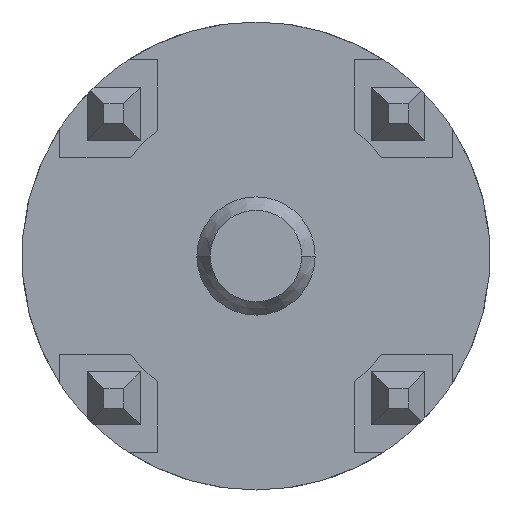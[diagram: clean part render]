
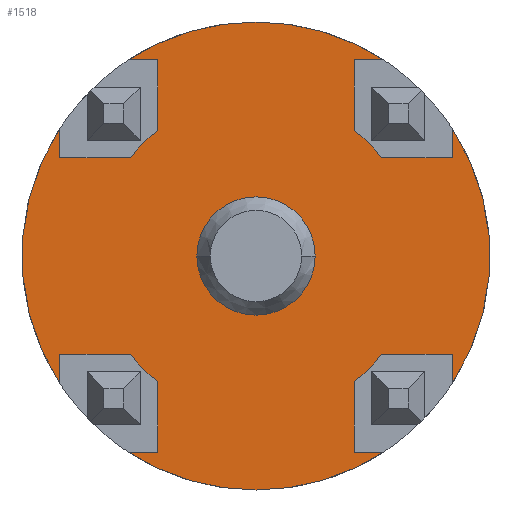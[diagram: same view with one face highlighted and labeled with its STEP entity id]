
A CAD part, left-side view. The second image highlights one B-rep face of the part: STEP entity #1518.
In plain terms, the highlighted planar face has unit normal (-1, 0, 0).
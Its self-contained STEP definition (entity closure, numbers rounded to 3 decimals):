
#52=DIRECTION('',(0.,0.,-1.));
#53=VECTOR('',#52,1.257);
#54=CARTESIAN_POINT('',(0.57,1.75,-2.243));
#55=LINE('',#54,#53);
#60=CARTESIAN_POINT('',(0.57,0.,0.));
#61=DIRECTION('',(1.,0.,0.));
#62=DIRECTION('',(0.,0.615,-0.788));
#63=AXIS2_PLACEMENT_3D('',#60,#61,#62);
#65=DIRECTION('',(0.,-1.,0.));
#66=VECTOR('',#65,1.257);
#67=CARTESIAN_POINT('',(0.57,3.5,1.75));
#68=LINE('',#67,#66);
#69=DIRECTION('',(0.,-1.,0.));
#70=VECTOR('',#69,0.526);
#71=CARTESIAN_POINT('',(0.57,2.276,3.5));
#72=LINE('',#71,#70);
#73=CARTESIAN_POINT('',(0.57,0.,0.));
#74=DIRECTION('',(1.,0.,0.));
#75=DIRECTION('',(0.,0.545,0.838));
#76=AXIS2_PLACEMENT_3D('',#73,#74,#75);
#78=CARTESIAN_POINT('',(0.57,0.,0.));
#79=DIRECTION('',(1.,0.,0.));
#80=DIRECTION('',(0.,0.,1.));
#81=AXIS2_PLACEMENT_3D('',#78,#79,#80);
#83=DIRECTION('',(0.,-1.,0.));
#84=VECTOR('',#83,0.526);
#85=CARTESIAN_POINT('',(0.57,-1.75,3.5));
#86=LINE('',#85,#84);
#87=DIRECTION('',(0.,0.,-1.));
#88=VECTOR('',#87,1.257);
#89=CARTESIAN_POINT('',(0.57,-1.75,3.5));
#90=LINE('',#89,#88);
#91=DIRECTION('',(0.,-1.,0.));
#92=VECTOR('',#91,1.257);
#93=CARTESIAN_POINT('',(0.57,-2.243,1.75));
#94=LINE('',#93,#92);
#95=DIRECTION('',(0.,0.,-1.));
#96=VECTOR('',#95,0.526);
#97=CARTESIAN_POINT('',(0.57,-3.5,2.276));
#98=LINE('',#97,#96);
#99=CARTESIAN_POINT('',(0.57,0.,0.));
#100=DIRECTION('',(1.,0.,0.));
#101=DIRECTION('',(0.,-0.838,0.545));
#102=AXIS2_PLACEMENT_3D('',#99,#100,#101);
#104=DIRECTION('',(0.,0.,-1.));
#105=VECTOR('',#104,0.526);
#106=CARTESIAN_POINT('',(0.57,-3.5,-1.75));
#107=LINE('',#106,#105);
#108=DIRECTION('',(0.,0.,-1.));
#109=VECTOR('',#108,1.257);
#110=CARTESIAN_POINT('',(0.57,-1.75,-2.243));
#111=LINE('',#110,#109);
#112=DIRECTION('',(0.,1.,0.));
#113=VECTOR('',#112,0.526);
#114=CARTESIAN_POINT('',(0.57,-2.276,-3.5));
#115=LINE('',#114,#113);
#116=CARTESIAN_POINT('',(0.57,0.,0.));
#117=DIRECTION('',(1.,0.,0.));
#118=DIRECTION('',(0.,-0.545,-0.838));
#119=AXIS2_PLACEMENT_3D('',#116,#117,#118);
#121=CARTESIAN_POINT('',(0.57,0.,0.));
#122=DIRECTION('',(1.,0.,0.));
#123=DIRECTION('',(0.,0.,-1.));
#124=AXIS2_PLACEMENT_3D('',#121,#122,#123);
#126=DIRECTION('',(0.,1.,0.));
#127=VECTOR('',#126,0.526);
#128=CARTESIAN_POINT('',(0.57,1.75,-3.5));
#129=LINE('',#128,#127);
#130=DIRECTION('',(0.,0.,1.));
#131=VECTOR('',#130,0.526);
#132=CARTESIAN_POINT('',(0.57,3.5,-2.276));
#133=LINE('',#132,#131);
#134=CARTESIAN_POINT('',(0.57,0.,0.));
#135=DIRECTION('',(1.,0.,0.));
#136=DIRECTION('',(0.,0.838,-0.545));
#137=AXIS2_PLACEMENT_3D('',#134,#135,#136);
#139=DIRECTION('',(0.,0.,1.));
#140=VECTOR('',#139,0.526);
#141=CARTESIAN_POINT('',(0.57,3.5,1.75));
#142=LINE('',#141,#140);
#143=CARTESIAN_POINT('',(0.57,0.,0.));
#144=DIRECTION('',(-1.,0.,0.));
#145=DIRECTION('',(0.,1.,0.));
#146=AXIS2_PLACEMENT_3D('',#143,#144,#145);
#148=CARTESIAN_POINT('',(0.57,0.,0.));
#149=DIRECTION('',(-1.,0.,0.));
#150=DIRECTION('',(0.,-1.,0.));
#151=AXIS2_PLACEMENT_3D('',#148,#149,#150);
#161=CARTESIAN_POINT('',(0.57,0.,0.));
#162=DIRECTION('',(1.,0.,0.));
#163=DIRECTION('',(0.,0.788,0.615));
#164=AXIS2_PLACEMENT_3D('',#161,#162,#163);
#632=DIRECTION('',(0.,-1.,0.));
#633=VECTOR('',#632,1.257);
#634=CARTESIAN_POINT('',(0.57,-2.243,-1.75));
#635=LINE('',#634,#633);
#640=CARTESIAN_POINT('',(0.57,0.,0.));
#641=DIRECTION('',(1.,0.,0.));
#642=DIRECTION('',(0.,-0.788,-0.615));
#643=AXIS2_PLACEMENT_3D('',#640,#641,#642);
#786=CARTESIAN_POINT('',(0.57,0.,0.));
#787=DIRECTION('',(1.,0.,0.));
#788=DIRECTION('',(0.,-0.615,0.788));
#789=AXIS2_PLACEMENT_3D('',#786,#787,#788);
#963=DIRECTION('',(0.,-1.,0.));
#964=VECTOR('',#963,1.257);
#965=CARTESIAN_POINT('',(0.57,3.5,-1.75));
#966=LINE('',#965,#964);
#1053=DIRECTION('',(0.,0.,-1.));
#1054=VECTOR('',#1053,1.257);
#1055=CARTESIAN_POINT('',(0.57,1.75,3.5));
#1056=LINE('',#1055,#1054);
#1242=CARTESIAN_POINT('',(0.57,0.,-4.175));
#1244=VERTEX_POINT('',#1242);
#1246=CARTESIAN_POINT('',(0.57,0.,4.175));
#1248=VERTEX_POINT('',#1246);
#1285=CARTESIAN_POINT('',(0.57,-1.75,3.5));
#1286=VERTEX_POINT('',#1285);
#1287=CARTESIAN_POINT('',(0.57,-1.75,-3.5));
#1288=VERTEX_POINT('',#1287);
#1289=CARTESIAN_POINT('',(0.57,1.75,3.5));
#1290=VERTEX_POINT('',#1289);
#1291=CARTESIAN_POINT('',(0.57,1.75,-3.5));
#1292=VERTEX_POINT('',#1291);
#1293=CARTESIAN_POINT('',(0.57,-3.5,1.75));
#1294=VERTEX_POINT('',#1293);
#1295=CARTESIAN_POINT('',(0.57,3.5,1.75));
#1296=VERTEX_POINT('',#1295);
#1297=CARTESIAN_POINT('',(0.57,-3.5,-1.75));
#1298=VERTEX_POINT('',#1297);
#1299=CARTESIAN_POINT('',(0.57,3.5,-1.75));
#1300=VERTEX_POINT('',#1299);
#1301=CARTESIAN_POINT('',(0.57,-2.276,3.5));
#1302=VERTEX_POINT('',#1301);
#1303=CARTESIAN_POINT('',(0.57,-3.5,2.276));
#1304=VERTEX_POINT('',#1303);
#1305=CARTESIAN_POINT('',(0.57,-3.5,-2.276));
#1306=VERTEX_POINT('',#1305);
#1307=CARTESIAN_POINT('',(0.57,-2.276,-3.5));
#1308=VERTEX_POINT('',#1307);
#1309=CARTESIAN_POINT('',(0.57,2.276,3.5));
#1310=VERTEX_POINT('',#1309);
#1311=CARTESIAN_POINT('',(0.57,2.276,-3.5));
#1312=VERTEX_POINT('',#1311);
#1313=CARTESIAN_POINT('',(0.57,3.5,-2.276));
#1314=VERTEX_POINT('',#1313);
#1315=CARTESIAN_POINT('',(0.57,3.5,2.276));
#1316=VERTEX_POINT('',#1315);
#1321=CARTESIAN_POINT('',(0.57,-1.75,2.243));
#1322=CARTESIAN_POINT('',(0.57,-2.243,1.75));
#1323=VERTEX_POINT('',#1321);
#1324=VERTEX_POINT('',#1322);
#1325=CARTESIAN_POINT('',(0.57,-2.243,-1.75));
#1326=CARTESIAN_POINT('',(0.57,-1.75,-2.243));
#1327=VERTEX_POINT('',#1325);
#1328=VERTEX_POINT('',#1326);
#1329=CARTESIAN_POINT('',(0.57,1.75,-2.243));
#1330=CARTESIAN_POINT('',(0.57,2.243,-1.75));
#1331=VERTEX_POINT('',#1329);
#1332=VERTEX_POINT('',#1330);
#1333=CARTESIAN_POINT('',(0.57,2.243,1.75));
#1334=CARTESIAN_POINT('',(0.57,1.75,2.243));
#1335=VERTEX_POINT('',#1333);
#1336=VERTEX_POINT('',#1334);
#1373=CARTESIAN_POINT('',(0.57,1.055,0.));
#1374=CARTESIAN_POINT('',(0.57,-1.055,0.));
#1375=VERTEX_POINT('',#1373);
#1376=VERTEX_POINT('',#1374);
#1456=CARTESIAN_POINT('',(0.57,-1.75,5.01));
#1457=DIRECTION('',(1.,0.,0.));
#1458=DIRECTION('',(0.,1.,0.));
#1459=AXIS2_PLACEMENT_3D('',#1456,#1457,#1458);
#1460=PLANE('',#1459);
#1462=ORIENTED_EDGE('',*,*,#1461,.T.);
#1464=ORIENTED_EDGE('',*,*,#1463,.T.);
#1466=ORIENTED_EDGE('',*,*,#1465,.F.);
#1468=ORIENTED_EDGE('',*,*,#1467,.F.);
#1470=ORIENTED_EDGE('',*,*,#1469,.T.);
#1472=ORIENTED_EDGE('',*,*,#1471,.T.);
#1474=ORIENTED_EDGE('',*,*,#1473,.F.);
#1476=ORIENTED_EDGE('',*,*,#1475,.T.);
#1478=ORIENTED_EDGE('',*,*,#1477,.T.);
#1480=ORIENTED_EDGE('',*,*,#1479,.T.);
#1482=ORIENTED_EDGE('',*,*,#1481,.F.);
#1484=ORIENTED_EDGE('',*,*,#1483,.T.);
#1486=ORIENTED_EDGE('',*,*,#1485,.F.);
#1488=ORIENTED_EDGE('',*,*,#1487,.F.);
#1490=ORIENTED_EDGE('',*,*,#1489,.T.);
#1492=ORIENTED_EDGE('',*,*,#1491,.T.);
#1494=ORIENTED_EDGE('',*,*,#1493,.F.);
#1496=ORIENTED_EDGE('',*,*,#1495,.T.);
#1498=ORIENTED_EDGE('',*,*,#1497,.T.);
#1499=ORIENTED_EDGE('',*,*,#1421,.F.);
#1500=ORIENTED_EDGE('',*,*,#1435,.F.);
#1501=ORIENTED_EDGE('',*,*,#1447,.T.);
#1503=ORIENTED_EDGE('',*,*,#1502,.F.);
#1505=ORIENTED_EDGE('',*,*,#1504,.F.);
#1507=ORIENTED_EDGE('',*,*,#1506,.T.);
#1509=ORIENTED_EDGE('',*,*,#1508,.F.);
#1510=EDGE_LOOP('',(#1462,#1464,#1466,#1468,#1470,#1472,#1474,#1476,#1478,#1480,
#1482,#1484,#1486,#1488,#1490,#1492,#1494,#1496,#1498,#1499,#1500,#1501,#1503,
#1505,#1507,#1509));
#1511=FACE_OUTER_BOUND('',#1510,.F.);
#1513=ORIENTED_EDGE('',*,*,#1512,.T.);
#1515=ORIENTED_EDGE('',*,*,#1514,.T.);
#1516=EDGE_LOOP('',(#1513,#1515));
#1517=FACE_BOUND('',#1516,.F.);
#1518=ADVANCED_FACE('',(#1511,#1517),#1460,.F.);
#64=CIRCLE('',#63,2.845);
#77=CIRCLE('',#76,4.175);
#82=CIRCLE('',#81,4.175);
#103=CIRCLE('',#102,4.175);
#120=CIRCLE('',#119,4.175);
#125=CIRCLE('',#124,4.175);
#138=CIRCLE('',#137,4.175);
#147=CIRCLE('',#146,1.055);
#152=CIRCLE('',#151,1.055);
#165=CIRCLE('',#164,2.845);
#644=CIRCLE('',#643,2.845);
#790=CIRCLE('',#789,2.845);
#1421=EDGE_CURVE('',#1292,#1312,#129,.T.);
#1435=EDGE_CURVE('',#1331,#1292,#55,.T.);
#1447=EDGE_CURVE('',#1331,#1332,#64,.T.);
#1461=EDGE_CURVE('',#1296,#1335,#68,.T.);
#1463=EDGE_CURVE('',#1335,#1336,#165,.T.);
#1465=EDGE_CURVE('',#1290,#1336,#1056,.T.);
#1467=EDGE_CURVE('',#1310,#1290,#72,.T.);
#1469=EDGE_CURVE('',#1310,#1248,#77,.T.);
#1471=EDGE_CURVE('',#1248,#1302,#82,.T.);
#1473=EDGE_CURVE('',#1286,#1302,#86,.T.);
#1475=EDGE_CURVE('',#1286,#1323,#90,.T.);
#1477=EDGE_CURVE('',#1323,#1324,#790,.T.);
#1479=EDGE_CURVE('',#1324,#1294,#94,.T.);
#1481=EDGE_CURVE('',#1304,#1294,#98,.T.);
#1483=EDGE_CURVE('',#1304,#1306,#103,.T.);
#1485=EDGE_CURVE('',#1298,#1306,#107,.T.);
#1487=EDGE_CURVE('',#1327,#1298,#635,.T.);
#1489=EDGE_CURVE('',#1327,#1328,#644,.T.);
#1491=EDGE_CURVE('',#1328,#1288,#111,.T.);
#1493=EDGE_CURVE('',#1308,#1288,#115,.T.);
#1495=EDGE_CURVE('',#1308,#1244,#120,.T.);
#1497=EDGE_CURVE('',#1244,#1312,#125,.T.);
#1502=EDGE_CURVE('',#1300,#1332,#966,.T.);
#1504=EDGE_CURVE('',#1314,#1300,#133,.T.);
#1506=EDGE_CURVE('',#1314,#1316,#138,.T.);
#1508=EDGE_CURVE('',#1296,#1316,#142,.T.);
#1512=EDGE_CURVE('',#1375,#1376,#147,.T.);
#1514=EDGE_CURVE('',#1376,#1375,#152,.T.);
